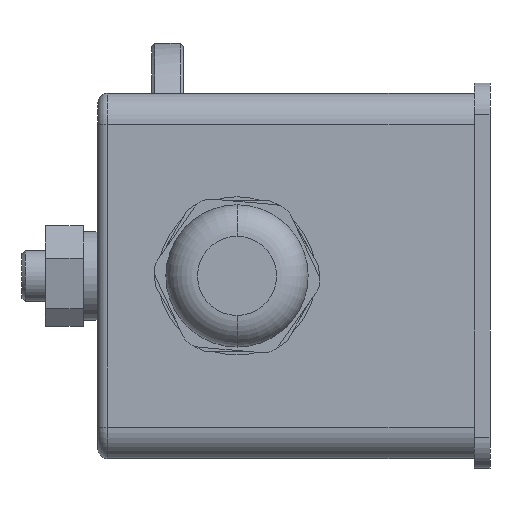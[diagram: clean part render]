
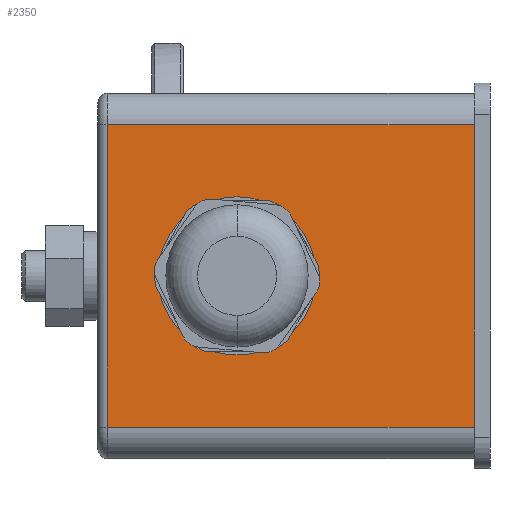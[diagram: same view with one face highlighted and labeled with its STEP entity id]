
A CAD part, left-side view. The second image highlights one B-rep face of the part: STEP entity #2350.
In plain terms, the highlighted planar face has unit normal (-1, 0, 0).
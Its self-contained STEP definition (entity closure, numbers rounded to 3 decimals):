
#1330 = DIRECTION ( 'NONE',  ( 0., 0., 1. ) ) ;
#1580 = CARTESIAN_POINT ( 'NONE',  ( -86.5, 60.5, 23.9 ) ) ;
#1806 = ORIENTED_EDGE ( 'NONE', *, *, #12240, .F. ) ;
#1899 = AXIS2_PLACEMENT_3D ( 'NONE', #10148, #1999, #11473 ) ;
#1999 = DIRECTION ( 'NONE',  ( -1., 0., 0. ) ) ;
#2350 = ADVANCED_FACE ( 'NONE', ( #10264, #16561 ), #13294, .T. ) ;
#2534 = DIRECTION ( 'NONE',  ( -1., 0., 0. ) ) ;
#2829 = VERTEX_POINT ( 'NONE', #14364 ) ;
#3112 = ORIENTED_EDGE ( 'NONE', *, *, #9025, .T. ) ;
#3556 = DIRECTION ( 'NONE',  ( 0., 0., -1. ) ) ;
#3784 = CARTESIAN_POINT ( 'NONE',  ( -86.5, 2.5, 23.9 ) ) ;
#3871 = CARTESIAN_POINT ( 'NONE',  ( -86.5, 60.5, -23.9 ) ) ;
#3994 = EDGE_LOOP ( 'NONE', ( #15786, #3112, #8029, #12827 ) ) ;
#4068 = CARTESIAN_POINT ( 'NONE',  ( -86.5, -136.4, -23.9 ) ) ;
#4255 = CARTESIAN_POINT ( 'NONE',  ( -86.5, 2.5, -23.9 ) ) ;
#4267 = VERTEX_POINT ( 'NONE', #3871 ) ;
#5369 = VECTOR ( 'NONE', #3556, 1000. ) ;
#6834 = VECTOR ( 'NONE', #16195, 1000. ) ;
#6886 = AXIS2_PLACEMENT_3D ( 'NONE', #16005, #2534, #11982 ) ;
#7319 = DIRECTION ( 'NONE',  ( -1., 0., 0. ) ) ;
#7466 = VERTEX_POINT ( 'NONE', #4255 ) ;
#8029 = ORIENTED_EDGE ( 'NONE', *, *, #9258, .F. ) ;
#8480 = CARTESIAN_POINT ( 'NONE',  ( -86.5, -136.4, 23.9 ) ) ;
#8814 = EDGE_CURVE ( 'NONE', #10594, #9356, #14631, .T. ) ;
#9025 = EDGE_CURVE ( 'NONE', #9356, #4267, #16088, .T. ) ;
#9258 = EDGE_CURVE ( 'NONE', #7466, #4267, #13990, .T. ) ;
#9282 = EDGE_CURVE ( 'NONE', #7466, #10594, #10412, .T. ) ;
#9356 = VERTEX_POINT ( 'NONE', #1580 ) ;
#9489 = EDGE_CURVE ( 'NONE', #2829, #11913, #14615, .T. ) ;
#9521 = CARTESIAN_POINT ( 'NONE',  ( -86.5, 2.5, -23.9 ) ) ;
#9910 = AXIS2_PLACEMENT_3D ( 'NONE', #15374, #7319, #16697 ) ;
#10148 = CARTESIAN_POINT ( 'NONE',  ( -86.5, 40., 0. ) ) ;
#10264 = FACE_OUTER_BOUND ( 'NONE', #3994, .T. ) ;
#10283 = CARTESIAN_POINT ( 'NONE',  ( -86.5, 60.5, -23.9 ) ) ;
#10412 = LINE ( 'NONE', #9521, #13549 ) ;
#10594 = VERTEX_POINT ( 'NONE', #3784 ) ;
#10933 = ORIENTED_EDGE ( 'NONE', *, *, #9489, .F. ) ;
#11024 = VECTOR ( 'NONE', #12509, 1000. ) ;
#11473 = DIRECTION ( 'NONE',  ( 0., 0., 1. ) ) ;
#11854 = CARTESIAN_POINT ( 'NONE',  ( -86.5, 40., 12.5 ) ) ;
#11913 = VERTEX_POINT ( 'NONE', #11854 ) ;
#11982 = DIRECTION ( 'NONE',  ( 0., 0., 1. ) ) ;
#11990 = CIRCLE ( 'NONE', #9910, 12.5 ) ;
#12240 = EDGE_CURVE ( 'NONE', #11913, #2829, #11990, .T. ) ;
#12509 = DIRECTION ( 'NONE',  ( 0., 1., 0. ) ) ;
#12827 = ORIENTED_EDGE ( 'NONE', *, *, #9282, .T. ) ;
#13294 = PLANE ( 'NONE',  #6886 ) ;
#13549 = VECTOR ( 'NONE', #1330, 1000. ) ;
#13990 = LINE ( 'NONE', #4068, #6834 ) ;
#14364 = CARTESIAN_POINT ( 'NONE',  ( -86.5, 40., -12.5 ) ) ;
#14615 = CIRCLE ( 'NONE', #1899, 12.5 ) ;
#14631 = LINE ( 'NONE', #8480, #11024 ) ;
#15374 = CARTESIAN_POINT ( 'NONE',  ( -86.5, 40., 0. ) ) ;
#15786 = ORIENTED_EDGE ( 'NONE', *, *, #8814, .T. ) ;
#16005 = CARTESIAN_POINT ( 'NONE',  ( -86.5, -136.4, -23.9 ) ) ;
#16088 = LINE ( 'NONE', #10283, #5369 ) ;
#16195 = DIRECTION ( 'NONE',  ( 0., 1., 0. ) ) ;
#16561 = FACE_BOUND ( 'NONE', #16884, .T. ) ;
#16697 = DIRECTION ( 'NONE',  ( 0., 0., 1. ) ) ;
#16884 = EDGE_LOOP ( 'NONE', ( #10933, #1806 ) ) ;
